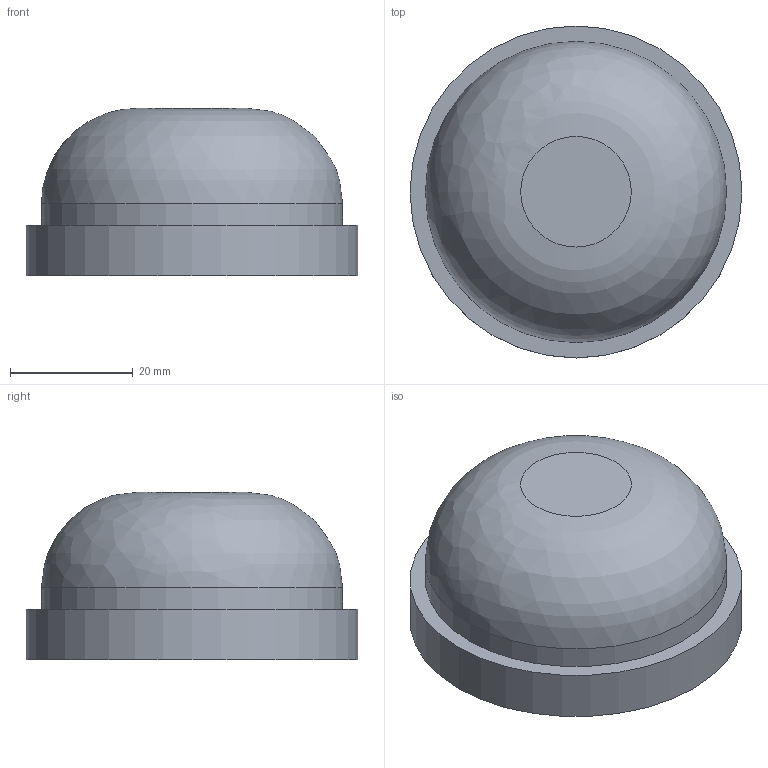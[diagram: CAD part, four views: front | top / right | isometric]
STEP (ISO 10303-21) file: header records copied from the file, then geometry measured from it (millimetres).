
FILE_DESCRIPTION(/* description */ (''),/* implementation_level */ '2;1');
FILE_NAME(/* name */ 'Button_v3.step',/* time_stamp */ '2025-12-16T23:56:41+01:00',/* author */ (''),/* organization */ (''),/* preprocessor_version */ 'ST-DEVELOPER v20.1',/* originating_system */ 'Autodesk Translation Framework v14.21.0.0',/* authorisation */ '');
FILE_SCHEMA (('AUTOMOTIVE_DESIGN { 1 0 10303 214 3 1 1 }'));
Length unit declared in the file: millimetre
Products named in the file (1): 2025-11-15-17-28-19-686
Bounding box: 54 x 54 x 27.2 mm (x, y, z)
Volume: 47601.1 mm3; surface area: 7862 mm2
Topology: 1 solids, 1 shells, 11 faces, 20 edges, 13 vertices
Faces by surface type: plane 8, cylinder 2, bspline 1
Full cylindrical faces by diameter (mm): 49 x1, 54 x1
Entity records: 327 total; most frequent: CARTESIAN_POINT 71, DIRECTION 48, ORIENTED_EDGE 40, EDGE_CURVE 20, AXIS2_PLACEMENT_3D 17, LINE 14, VECTOR 14, EDGE_LOOP 13
